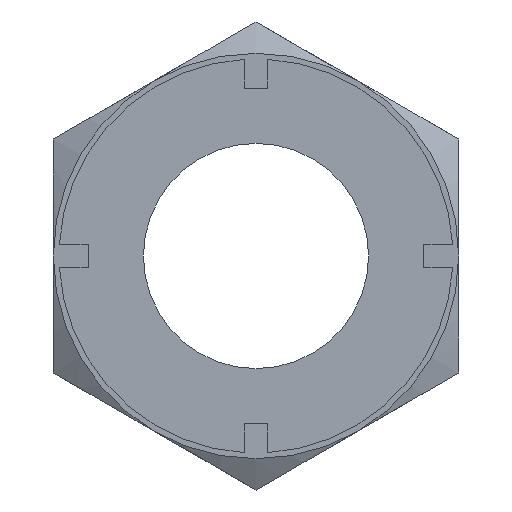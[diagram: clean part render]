
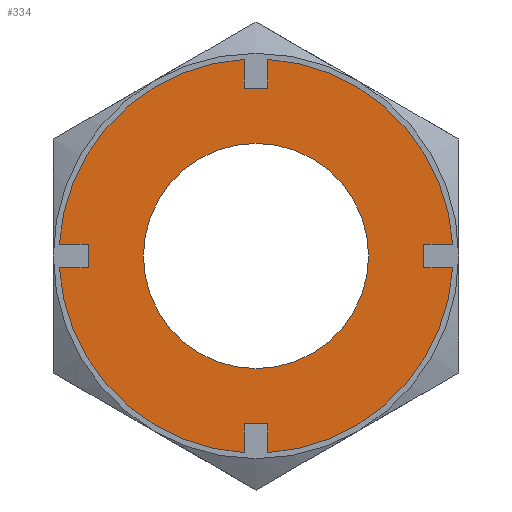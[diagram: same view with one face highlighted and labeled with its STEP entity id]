
A CAD part, left-side view. The second image highlights one B-rep face of the part: STEP entity #334.
In plain terms, the highlighted planar face has unit normal (-1, 0, 0).
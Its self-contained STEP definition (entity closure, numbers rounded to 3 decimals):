
#232=EDGE_CURVE('',#242,#256,#643,.T.);
#242=VERTEX_POINT('',#655);
#244=EDGE_CURVE('',#336,#292,#657,.T.);
#252=EDGE_CURVE('',#550,#354,#665,.T.);
#256=VERTEX_POINT('',#670);
#270=EDGE_CURVE('',#304,#294,#685,.T.);
#274=EDGE_CURVE('',#392,#432,#689,.T.);
#292=VERTEX_POINT('',#708);
#294=VERTEX_POINT('',#710);
#304=VERTEX_POINT('',#720);
#320=EDGE_CURVE('',#326,#354,#740,.T.);
#324=EDGE_CURVE('',#376,#326,#744,.T.);
#326=VERTEX_POINT('',#746);
#334=ADVANCED_FACE('',(#755,#756),#757,.T.);
#336=VERTEX_POINT('',#759);
#354=VERTEX_POINT('',#781);
#356=EDGE_CURVE('',#392,#376,#783,.T.);
#376=VERTEX_POINT('',#805);
#392=VERTEX_POINT('',#822);
#394=EDGE_CURVE('',#454,#416,#824,.T.);
#412=EDGE_CURVE('',#416,#432,#843,.T.);
#414=EDGE_CURVE('',#304,#524,#845,.T.);
#416=VERTEX_POINT('',#847);
#432=VERTEX_POINT('',#866);
#454=VERTEX_POINT('',#893);
#462=VERTEX_POINT('',#901);
#492=EDGE_CURVE('',#536,#506,#932,.T.);
#494=EDGE_CURVE('',#462,#454,#934,.T.);
#502=EDGE_CURVE('',#506,#524,#942,.T.);
#506=VERTEX_POINT('',#946);
#524=VERTEX_POINT('',#966);
#534=EDGE_CURVE('',#550,#536,#978,.T.);
#536=VERTEX_POINT('',#980);
#546=EDGE_CURVE('',#462,#256,#991,.T.);
#550=VERTEX_POINT('',#995);
#584=EDGE_CURVE('',#292,#336,#1032,.T.);
#602=EDGE_CURVE('',#294,#242,#1052,.T.);
#643=LINE('',#1088,#1089);
#655=CARTESIAN_POINT('',(-27.0,14.9,-1.05));
#657=CIRCLE('',#1106,10.0);
#665=CIRCLE('',#1126,17.5);
#670=CARTESIAN_POINT('',(-27.,17.468,-1.05));
#685=LINE('',#1170,#1171);
#689=CIRCLE('',#1186,17.5);
#708=CARTESIAN_POINT('',(-27.,-10.,0.));
#710=CARTESIAN_POINT('',(-27.0,14.9,1.05));
#720=CARTESIAN_POINT('',(-27.,17.468,1.05));
#740=LINE('',#1278,#1279);
#744=LINE('',#1286,#1287);
#746=CARTESIAN_POINT('',(-27.0,-14.9,1.05));
#755=FACE_BOUND('',#1298,.T.);
#756=FACE_OUTER_BOUND('',#1299,.T.);
#757=PLANE('',#1300);
#759=CARTESIAN_POINT('',(-27.,10.,0.));
#781=CARTESIAN_POINT('',(-27.,-17.468,1.05));
#783=LINE('',#1329,#1330);
#805=CARTESIAN_POINT('',(-27.0,-14.9,-1.05));
#822=CARTESIAN_POINT('',(-27.,-17.468,-1.05));
#824=LINE('',#1418,#1419);
#843=LINE('',#1464,#1465);
#845=CIRCLE('',#1468,17.5);
#847=CARTESIAN_POINT('',(-27.0,-1.05,-14.9));
#866=CARTESIAN_POINT('',(-27.,-1.05,-17.468));
#893=CARTESIAN_POINT('',(-27.0,1.05,-14.9));
#901=CARTESIAN_POINT('',(-27.,1.05,-17.468));
#932=LINE('',#1627,#1628);
#934=LINE('',#1631,#1632);
#942=LINE('',#1643,#1644);
#946=CARTESIAN_POINT('',(-27.0,1.05,14.9));
#966=CARTESIAN_POINT('',(-27.,1.05,17.468));
#978=LINE('',#1710,#1711);
#980=CARTESIAN_POINT('',(-27.0,-1.05,14.9));
#991=CIRCLE('',#1739,17.5);
#995=CARTESIAN_POINT('',(-27.,-1.05,17.468));
#1032=CIRCLE('',#1808,10.0);
#1052=LINE('',#1844,#1845);
#1088=CARTESIAN_POINT('',(-27.,15.625,-1.05));
#1089=VECTOR('',#1888,1.0);
#1106=AXIS2_PLACEMENT_3D('',#1908,#1909,#1910);
#1126=AXIS2_PLACEMENT_3D('',#1913,#1914,#1915);
#1170=CARTESIAN_POINT('',(-27.,14.325,1.05));
#1171=VECTOR('',#1938,1.0);
#1186=AXIS2_PLACEMENT_3D('',#1939,#1940,#1941);
#1278=CARTESIAN_POINT('',(-27.,-1.875,1.05));
#1279=VECTOR('',#1988,1.0);
#1286=CARTESIAN_POINT('',(-27.,-14.9,0.525));
#1287=VECTOR('',#1990,1.0);
#1298=EDGE_LOOP('',(#2000,#2001));
#1299=EDGE_LOOP('',(#2002,#2003,#2004,#2005,#2006,#2007,#2008,#2009,#2010,#2011,#2012,#2013,#2014,#2015,#2016,#2017));
#1300=AXIS2_PLACEMENT_3D('',#2018,#2019,#2020);
#1329=CARTESIAN_POINT('',(-27.,-0.575,-1.05));
#1330=VECTOR('',#2057,1.0);
#1418=CARTESIAN_POINT('',(-27.,6.35,-14.9));
#1419=VECTOR('',#2083,1.0);
#1464=CARTESIAN_POINT('',(-27.,-1.05,-8.75));
#1465=VECTOR('',#2097,1.0);
#1468=AXIS2_PLACEMENT_3D('',#2098,#2099,#2100);
#1627=CARTESIAN_POINT('',(-27.,7.4,14.9));
#1628=VECTOR('',#2189,1.0);
#1631=CARTESIAN_POINT('',(-27.,1.05,-7.45));
#1632=VECTOR('',#2190,1.0);
#1643=CARTESIAN_POINT('',(-27.,1.05,8.75));
#1644=VECTOR('',#2192,1.0);
#1710=CARTESIAN_POINT('',(-27.,-1.05,7.45));
#1711=VECTOR('',#2242,1.0);
#1739=AXIS2_PLACEMENT_3D('',#2252,#2253,#2254);
#1808=AXIS2_PLACEMENT_3D('',#2293,#2294,#2295);
#1844=CARTESIAN_POINT('',(-27.,14.9,-0.525));
#1845=VECTOR('',#2321,1.0);
#1888=DIRECTION('',(0.0,1.0,0.0));
#1908=CARTESIAN_POINT('',(-27.,0.,0.));
#1909=DIRECTION('',(1.0,0.0,-0.0));
#1910=DIRECTION('',(0.0,1.0,0.));
#1913=CARTESIAN_POINT('',(-27.,0.,0.));
#1914=DIRECTION('',(1.0,0.0,-0.0));
#1915=DIRECTION('',(0.0,1.0,0.));
#1938=DIRECTION('',(0.0,-1.0,0.0));
#1939=CARTESIAN_POINT('',(-27.,0.,0.));
#1940=DIRECTION('',(1.0,0.0,-0.0));
#1941=DIRECTION('',(0.0,1.0,0.));
#1988=DIRECTION('',(0.0,-1.0,0.0));
#1990=DIRECTION('',(0.0,0.0,1.0));
#2000=ORIENTED_EDGE('',*,*,#244,.T.);
#2001=ORIENTED_EDGE('',*,*,#584,.T.);
#2002=ORIENTED_EDGE('',*,*,#534,.T.);
#2003=ORIENTED_EDGE('',*,*,#492,.T.);
#2004=ORIENTED_EDGE('',*,*,#502,.T.);
#2005=ORIENTED_EDGE('',*,*,#414,.F.);
#2006=ORIENTED_EDGE('',*,*,#270,.T.);
#2007=ORIENTED_EDGE('',*,*,#602,.T.);
#2008=ORIENTED_EDGE('',*,*,#232,.T.);
#2009=ORIENTED_EDGE('',*,*,#546,.F.);
#2010=ORIENTED_EDGE('',*,*,#494,.T.);
#2011=ORIENTED_EDGE('',*,*,#394,.T.);
#2012=ORIENTED_EDGE('',*,*,#412,.T.);
#2013=ORIENTED_EDGE('',*,*,#274,.F.);
#2014=ORIENTED_EDGE('',*,*,#356,.T.);
#2015=ORIENTED_EDGE('',*,*,#324,.T.);
#2016=ORIENTED_EDGE('',*,*,#320,.T.);
#2017=ORIENTED_EDGE('',*,*,#252,.F.);
#2018=CARTESIAN_POINT('',(-27.,13.75,0.));
#2019=DIRECTION('',(-1.0,0.0,0.0));
#2020=DIRECTION('',(0.0,-1.0,0.));
#2057=DIRECTION('',(0.0,1.0,0.0));
#2083=DIRECTION('',(0.0,-1.0,0.0));
#2097=DIRECTION('',(0.0,0.0,-1.0));
#2098=CARTESIAN_POINT('',(-27.,0.,0.));
#2099=DIRECTION('',(1.0,0.0,-0.0));
#2100=DIRECTION('',(0.0,1.0,0.));
#2189=DIRECTION('',(0.0,1.0,0.0));
#2190=DIRECTION('',(0.0,0.0,1.0));
#2192=DIRECTION('',(0.0,0.0,1.0));
#2242=DIRECTION('',(0.0,0.0,-1.0));
#2252=CARTESIAN_POINT('',(-27.,0.,0.));
#2253=DIRECTION('',(1.0,0.0,-0.0));
#2254=DIRECTION('',(0.0,1.0,0.));
#2293=CARTESIAN_POINT('',(-27.,0.,0.));
#2294=DIRECTION('',(1.0,0.0,-0.0));
#2295=DIRECTION('',(0.0,1.0,0.));
#2321=DIRECTION('',(0.0,0.0,-1.0));
